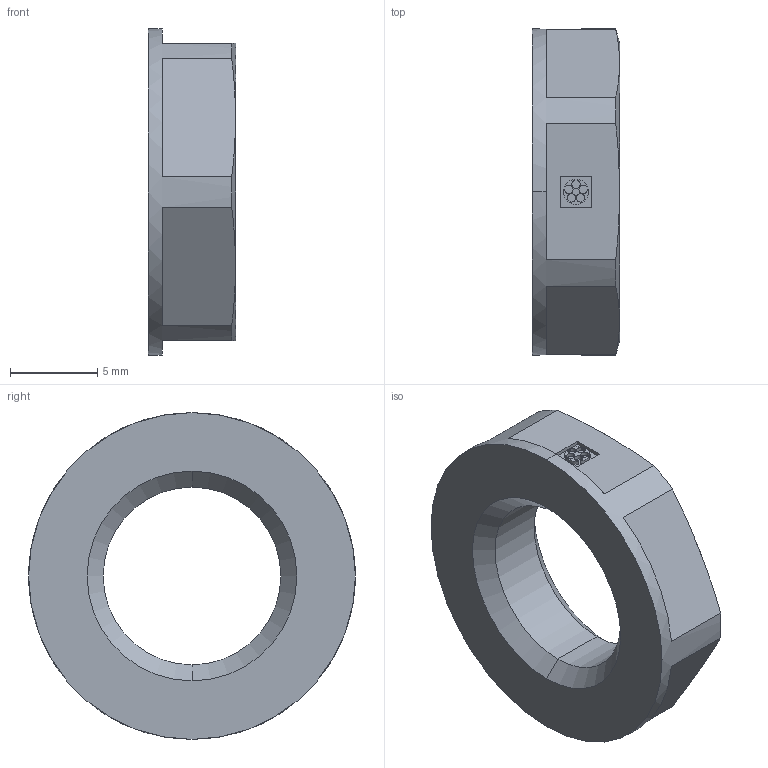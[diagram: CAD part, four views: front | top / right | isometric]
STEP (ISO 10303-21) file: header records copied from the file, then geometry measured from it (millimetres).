
FILE_DESCRIPTION(('HOOPS Exchange Step'),'2;1');
FILE_NAME('export-3C950E5A-AA65-4C73-9D4F-E7380D10873A.stp','2021-04-24T09:57:00+02:00',('Engineering'),('Alibre'),'HOOPS Exchange 2020.1','Alibre','Unknown authorisation');
FILE_SCHEMA( ('AP242_MANAGED_MODEL_BASED_3D_ENGINEERING_MIM_LF {1 0 10303 442 1 1 4 }') );
Length unit declared in the file: millimetre
Products named in the file (1): 3421 M12x1.5 ContraNut White for Cable Gland
Bounding box: 5 x 18.7 x 18.7 mm (x, y, z)
Volume: 824.1 mm3; surface area: 800.7 mm2
Topology: 1 solids, 1 shells, 66 faces, 176 edges, 114 vertices
Faces by surface type: plane 30, cylinder 26, cone 10
Entity records: 2096 total; most frequent: CARTESIAN_POINT 382, DIRECTION 374, ORIENTED_EDGE 352, EDGE_CURVE 176, AXIS2_PLACEMENT_3D 142, VERTEX_POINT 114, VECTOR 90, LINE 90
